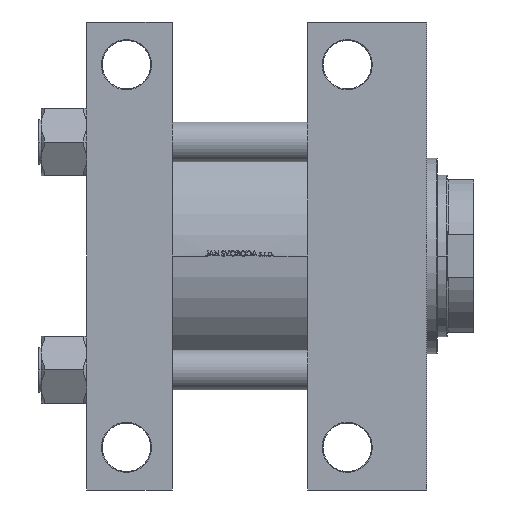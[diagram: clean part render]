
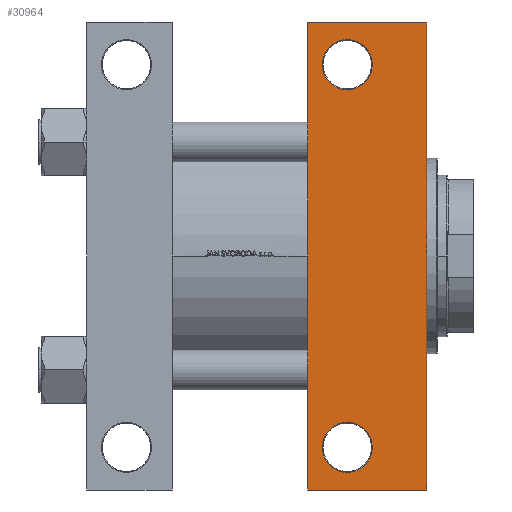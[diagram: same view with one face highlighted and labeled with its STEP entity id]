
A CAD part, front view. The second image highlights one B-rep face of the part: STEP entity #30964.
In plain terms, the highlighted face is planar.
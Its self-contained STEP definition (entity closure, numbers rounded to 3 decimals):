
#102 = EDGE_LOOP ( 'NONE', ( #45143, #46071 ) ) ;
#286 = CARTESIAN_POINT ( 'NONE',  ( 177., -130., -102.5 ) ) ;
#981 = ORIENTED_EDGE ( 'NONE', *, *, #19452, .T. ) ;
#1383 = FACE_BOUND ( 'NONE', #42305, .T. ) ;
#1627 = AXIS2_PLACEMENT_3D ( 'NONE', #8427, #4040, #7705 ) ;
#1903 = EDGE_CURVE ( 'NONE', #18083, #21309, #15664, .T. ) ;
#2235 = EDGE_CURVE ( 'NONE', #8755, #43365, #15496, .T. ) ;
#2420 = EDGE_CURVE ( 'NONE', #43365, #8755, #21701, .T. ) ;
#3423 = EDGE_CURVE ( 'NONE', #43053, #18083, #41816, .T. ) ;
#3702 = CARTESIAN_POINT ( 'NONE',  ( 160., 130., -102.5 ) ) ;
#4040 = DIRECTION ( 'NONE',  ( 0., 0., 1. ) ) ;
#4827 = DIRECTION ( 'NONE',  ( 0., -1., 0. ) ) ;
#5710 = CARTESIAN_POINT ( 'NONE',  ( 150., -159., -102.5 ) ) ;
#6226 = VECTOR ( 'NONE', #4827, 1000. ) ;
#6849 = ORIENTED_EDGE ( 'NONE', *, *, #11102, .T. ) ;
#7705 = DIRECTION ( 'NONE',  ( 0., 1., 0. ) ) ;
#7765 = ORIENTED_EDGE ( 'NONE', *, *, #1903, .T. ) ;
#7818 = AXIS2_PLACEMENT_3D ( 'NONE', #27651, #13052, #43209 ) ;
#8247 = CARTESIAN_POINT ( 'NONE',  ( 177., 130., -102.5 ) ) ;
#8427 = CARTESIAN_POINT ( 'NONE',  ( 177., -130., -102.5 ) ) ;
#8755 = VERTEX_POINT ( 'NONE', #3702 ) ;
#9169 = VERTEX_POINT ( 'NONE', #42494 ) ;
#10047 = AXIS2_PLACEMENT_3D ( 'NONE', #8247, #27213, #23301 ) ;
#10181 = CIRCLE ( 'NONE', #1627, 17. ) ;
#11102 = EDGE_CURVE ( 'NONE', #29338, #9169, #10181, .T. ) ;
#13052 = DIRECTION ( 'NONE',  ( 0., 0., -1. ) ) ;
#13496 = EDGE_LOOP ( 'NONE', ( #46266, #981, #21147, #7765 ) ) ;
#13825 = ORIENTED_EDGE ( 'NONE', *, *, #46657, .T. ) ;
#15496 = CIRCLE ( 'NONE', #44990, 17. ) ;
#15641 = DIRECTION ( 'NONE',  ( 1., 0., 0. ) ) ;
#15664 = LINE ( 'NONE', #30495, #29460 ) ;
#17093 = VERTEX_POINT ( 'NONE', #32933 ) ;
#18083 = VERTEX_POINT ( 'NONE', #39693 ) ;
#18190 = EDGE_CURVE ( 'NONE', #17093, #21309, #46736, .T. ) ;
#19452 = EDGE_CURVE ( 'NONE', #17093, #43053, #37769, .T. ) ;
#20098 = FACE_OUTER_BOUND ( 'NONE', #13496, .T. ) ;
#20947 = CARTESIAN_POINT ( 'NONE',  ( 150., 102.5, -102.5 ) ) ;
#20999 = CARTESIAN_POINT ( 'NONE',  ( 231., 159., -102.5 ) ) ;
#21147 = ORIENTED_EDGE ( 'NONE', *, *, #3423, .T. ) ;
#21309 = VERTEX_POINT ( 'NONE', #5710 ) ;
#21701 = CIRCLE ( 'NONE', #10047, 17. ) ;
#23301 = DIRECTION ( 'NONE',  ( 0., 1., 0. ) ) ;
#25036 = CARTESIAN_POINT ( 'NONE',  ( 177., 130., -102.5 ) ) ;
#27213 = DIRECTION ( 'NONE',  ( 0., 0., 1. ) ) ;
#27651 = CARTESIAN_POINT ( 'NONE',  ( 231., 102.5, -102.5 ) ) ;
#27960 = CARTESIAN_POINT ( 'NONE',  ( 194., 130., -102.5 ) ) ;
#28344 = CIRCLE ( 'NONE', #34559, 17. ) ;
#29338 = VERTEX_POINT ( 'NONE', #39192 ) ;
#29460 = VECTOR ( 'NONE', #36851, 1000. ) ;
#30495 = CARTESIAN_POINT ( 'NONE',  ( 150., -159., -102.5 ) ) ;
#30964 = ADVANCED_FACE ( 'NONE', ( #42008, #1383, #20098 ), #31294, .T. ) ;
#31294 = PLANE ( 'NONE',  #7818 ) ;
#32209 = VECTOR ( 'NONE', #15641, 1000. ) ;
#32588 = DIRECTION ( 'NONE',  ( 0., 0., 1. ) ) ;
#32933 = CARTESIAN_POINT ( 'NONE',  ( 150., 159., -102.5 ) ) ;
#34559 = AXIS2_PLACEMENT_3D ( 'NONE', #286, #45262, #40913 ) ;
#35526 = DIRECTION ( 'NONE',  ( 0., 1., 0. ) ) ;
#35802 = DIRECTION ( 'NONE',  ( 0., -1., 0. ) ) ;
#36851 = DIRECTION ( 'NONE',  ( -1., 0., 0. ) ) ;
#37532 = CARTESIAN_POINT ( 'NONE',  ( 150., 159., -102.5 ) ) ;
#37769 = LINE ( 'NONE', #37532, #32209 ) ;
#38169 = CARTESIAN_POINT ( 'NONE',  ( 231., 102.5, -102.5 ) ) ;
#39192 = CARTESIAN_POINT ( 'NONE',  ( 193.999, -130., -102.5 ) ) ;
#39693 = CARTESIAN_POINT ( 'NONE',  ( 231., -159., -102.5 ) ) ;
#40637 = VECTOR ( 'NONE', #35802, 1000. ) ;
#40913 = DIRECTION ( 'NONE',  ( 0., 1., 0. ) ) ;
#41816 = LINE ( 'NONE', #38169, #6226 ) ;
#42008 = FACE_BOUND ( 'NONE', #102, .T. ) ;
#42305 = EDGE_LOOP ( 'NONE', ( #13825, #6849 ) ) ;
#42494 = CARTESIAN_POINT ( 'NONE',  ( 160., -130., -102.5 ) ) ;
#43053 = VERTEX_POINT ( 'NONE', #20999 ) ;
#43209 = DIRECTION ( 'NONE',  ( 0., 1., 0. ) ) ;
#43365 = VERTEX_POINT ( 'NONE', #27960 ) ;
#44990 = AXIS2_PLACEMENT_3D ( 'NONE', #25036, #32588, #35526 ) ;
#45143 = ORIENTED_EDGE ( 'NONE', *, *, #2235, .T. ) ;
#45262 = DIRECTION ( 'NONE',  ( 0., 0., 1. ) ) ;
#46071 = ORIENTED_EDGE ( 'NONE', *, *, #2420, .T. ) ;
#46266 = ORIENTED_EDGE ( 'NONE', *, *, #18190, .F. ) ;
#46657 = EDGE_CURVE ( 'NONE', #9169, #29338, #28344, .T. ) ;
#46736 = LINE ( 'NONE', #20947, #40637 ) ;
